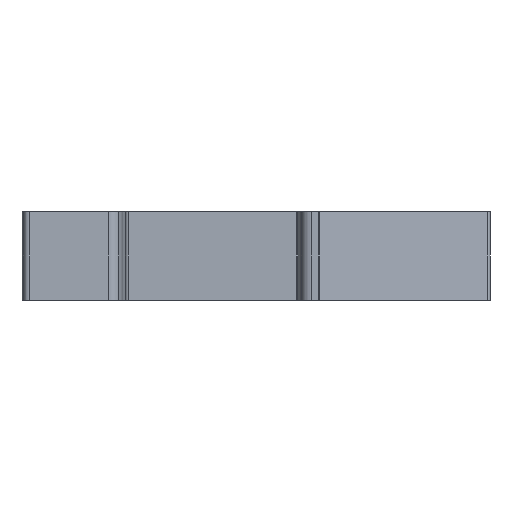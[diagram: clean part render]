
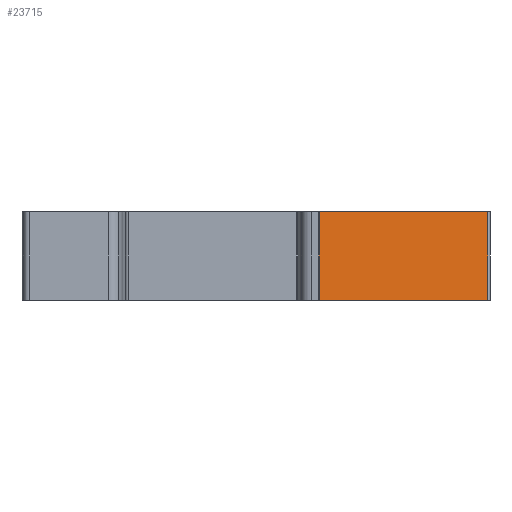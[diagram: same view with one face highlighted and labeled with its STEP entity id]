
A CAD part, front view. The second image highlights one B-rep face of the part: STEP entity #23715.
In plain terms, the highlighted planar face has unit normal (0.148, -0.989, 0).
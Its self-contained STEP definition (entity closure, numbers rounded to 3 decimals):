
#1550=DIRECTION('',(0.989,0.148,0.));
#1551=VECTOR('',#1550,31.262);
#1552=CARTESIAN_POINT('',(24.956,-5.989,-8.1));
#1553=LINE('',#1552,#1551);
#2026=DIRECTION('',(-0.989,-0.148,0.));
#2027=VECTOR('',#2026,31.262);
#2028=CARTESIAN_POINT('',(55.874,-1.368,8.1));
#2029=LINE('',#2028,#2027);
#7345=DIRECTION('',(0.,0.,-1.));
#7346=VECTOR('',#7345,16.2);
#7347=CARTESIAN_POINT('',(55.874,-1.368,8.1));
#7348=LINE('',#7347,#7346);
#7349=DIRECTION('',(0.,0.,-1.));
#7350=VECTOR('',#7349,16.2);
#7351=CARTESIAN_POINT('',(24.956,-5.989,8.1));
#7352=LINE('',#7351,#7350);
#12026=CARTESIAN_POINT('',(24.956,-5.989,-8.1));
#12027=VERTEX_POINT('',#12026);
#12028=CARTESIAN_POINT('',(55.874,-1.368,-8.1));
#12029=VERTEX_POINT('',#12028);
#12274=CARTESIAN_POINT('',(55.874,-1.368,8.1));
#12275=VERTEX_POINT('',#12274);
#12276=CARTESIAN_POINT('',(24.956,-5.989,8.1));
#12277=VERTEX_POINT('',#12276);
#23703=CARTESIAN_POINT('',(40.415,-3.679,0.));
#23704=DIRECTION('',(-0.148,0.989,0.));
#23705=DIRECTION('',(0.989,0.148,0.));
#23706=AXIS2_PLACEMENT_3D('',#23703,#23704,#23705);
#23707=PLANE('',#23706);
#23708=ORIENTED_EDGE('',*,*,#15933,.F.);
#23710=ORIENTED_EDGE('',*,*,#23709,.F.);
#23711=ORIENTED_EDGE('',*,*,#16237,.F.);
#23712=ORIENTED_EDGE('',*,*,#23696,.T.);
#23713=EDGE_LOOP('',(#23708,#23710,#23711,#23712));
#23714=FACE_OUTER_BOUND('',#23713,.F.);
#15933=EDGE_CURVE('',#12027,#12029,#1553,.T.);
#16237=EDGE_CURVE('',#12275,#12277,#2029,.T.);
#23696=EDGE_CURVE('',#12275,#12029,#7348,.T.);
#23709=EDGE_CURVE('',#12277,#12027,#7352,.T.);
#23715=ADVANCED_FACE('',(#23714),#23707,.F.);
